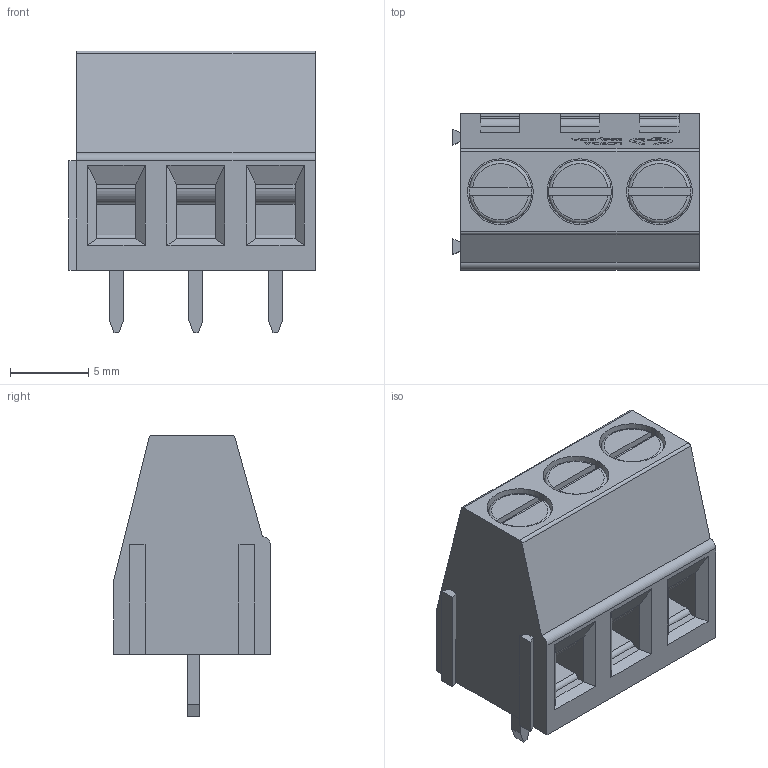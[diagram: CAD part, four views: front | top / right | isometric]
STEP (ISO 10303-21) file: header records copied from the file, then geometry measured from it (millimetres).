
FILE_DESCRIPTION(('FreeCAD Model'),'2;1');
FILE_NAME('Open CASCADE Shape Model','2024-03-25T10:12:12',(''),(''), 'Open CASCADE STEP processor 7.6','FreeCAD','Unknown');
FILE_SCHEMA(('AUTOMOTIVE_DESIGN { 1 0 10303 214 1 1 1 1 }'));
Length unit declared in the file: millimetre
Products named in the file (18): PCBModel; U1; CONN-TH_DB128L-5.08-3P; COMPOUND015; COMPOUND001; COMPOUND002; COMPOUND003; COMPOUND004; COMPOUND005; COMPOUND006; COMPOUND007; COMPOUND008; COMPOUND009; COMPOUND010; COMPOUND011; COMPOUND012; COMPOUND013; COMPOUND014
Assembly tree (17 placements, depth 5):
  PCBModel
    U1
      CONN-TH_DB128L-5.08-3P
        COMPOUND015
          COMPOUND001
          COMPOUND002
          COMPOUND003
          COMPOUND004
          COMPOUND005
          COMPOUND006
          COMPOUND007
          COMPOUND008
          COMPOUND009
          COMPOUND010
          COMPOUND011
          COMPOUND012
          COMPOUND013
          COMPOUND014
Bounding box: 15.74 x 10 x 18 mm (x, y, z)
Volume: 1703.9 mm3; surface area: 1257.2 mm2
Topology: 14 solids, 14 shells, 449 faces, 1188 edges, 786 vertices
Faces by surface type: plane 307, bspline 112, cylinder 24, torus 6
Entity records: 16473 total; most frequent: CARTESIAN_POINT 4605, ORIENTED_EDGE 2376, DIRECTION 1724, EDGE_CURVE 1188, LINE 882, VECTOR 882, VERTEX_POINT 786, FACE_BOUND 480
